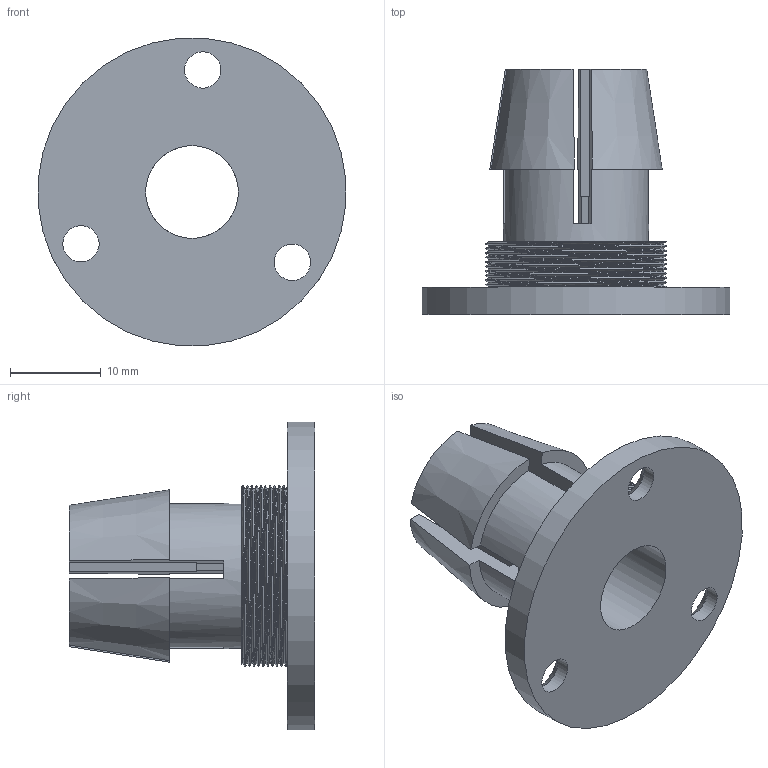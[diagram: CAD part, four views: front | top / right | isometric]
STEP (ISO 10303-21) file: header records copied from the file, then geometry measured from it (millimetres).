
FILE_DESCRIPTION(/* description */ (''),/* implementation_level */ '2;1');
FILE_NAME(/* name */ 'Fconnector v11.step',/* time_stamp */ '2016-10-06T15:30:38+02:00',/* author */ (''),/* organization */ (''),/* preprocessor_version */ 'ST-DEVELOPER v16.5',/* originating_system */ 'Autodesk Translation Framework v5.2.0.2031',/* authorisation */ '');
FILE_SCHEMA (('AUTOMOTIVE_DESIGN { 1 0 10303 214 3 1 1 }'));
Length unit declared in the file: centimetre
Products named in the file (1): Fconnector v11
Bounding box: 33.87 x 27 x 33.87 mm (x, y, z)
Volume: 5144.8 mm3; surface area: 4586.8 mm2
Topology: 1 solids, 1 shells, 48 faces, 138 edges, 90 vertices
Faces by surface type: plane 27, cylinder 12, cone 7, bspline 2
Full cylindrical faces by diameter (mm): 4 x3, 10.2 x1, 16 x1, 34 x1
Entity records: 3630 total; most frequent: CARTESIAN_POINT 2406, DIRECTION 252, ORIENTED_EDGE 246, EDGE_CURVE 123, AXIS2_PLACEMENT_3D 98, VERTEX_POINT 84, EDGE_LOOP 63, LINE 56
